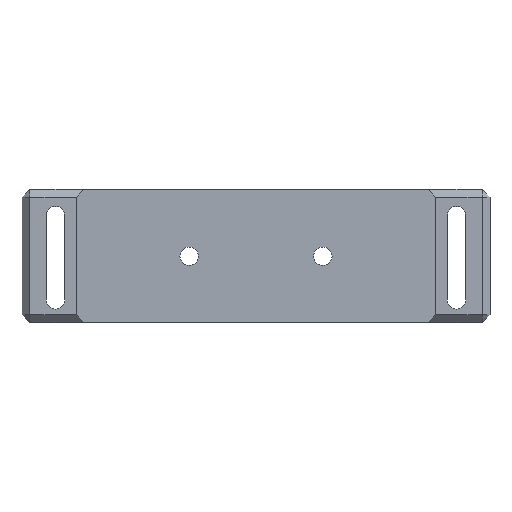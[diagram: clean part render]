
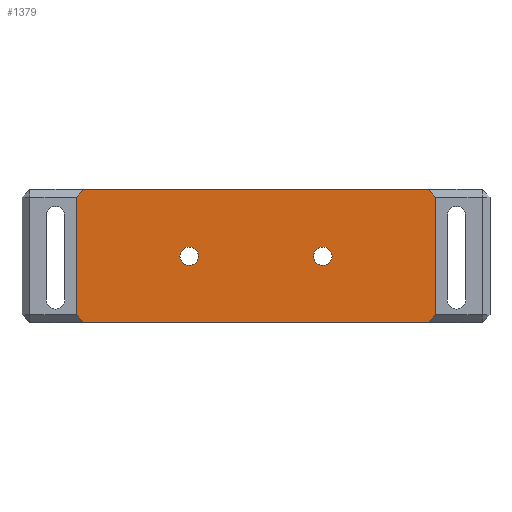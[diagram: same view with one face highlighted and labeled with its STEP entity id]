
A CAD part, top view. The second image highlights one B-rep face of the part: STEP entity #1379.
In plain terms, the highlighted planar face has unit normal (0, 0, 1).
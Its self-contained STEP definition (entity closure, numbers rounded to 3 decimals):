
#12 = VECTOR ( 'NONE', #1517, 1000. ) ;
#50 = AXIS2_PLACEMENT_3D ( 'NONE', #1153, #450, #1267 ) ;
#71 = AXIS2_PLACEMENT_3D ( 'NONE', #1258, #688, #1490 ) ;
#84 = VERTEX_POINT ( 'NONE', #167 ) ;
#88 = LINE ( 'NONE', #832, #12 ) ;
#106 = CARTESIAN_POINT ( 'NONE',  ( 67., 25.4, 14.4 ) ) ;
#167 = CARTESIAN_POINT ( 'NONE',  ( 154.2, 50.8, 14.4 ) ) ;
#181 = DIRECTION ( 'NONE',  ( 1., 0., 0. ) ) ;
#193 = VECTOR ( 'NONE', #1385, 1000. ) ;
#208 = CARTESIAN_POINT ( 'NONE',  ( 157.2, 3.2, 14.4 ) ) ;
#210 = EDGE_CURVE ( 'NONE', #411, #812, #466, .T. ) ;
#214 = VERTEX_POINT ( 'NONE', #901 ) ;
#224 = LINE ( 'NONE', #1038, #193 ) ;
#257 = ORIENTED_EDGE ( 'NONE', *, *, #935, .T. ) ;
#293 = CARTESIAN_POINT ( 'NONE',  ( 157.2, 50.8, 14.4 ) ) ;
#294 = VERTEX_POINT ( 'NONE', #1072 ) ;
#298 = CIRCLE ( 'NONE', #50, 3.5 ) ;
#306 = LINE ( 'NONE', #1208, #1522 ) ;
#327 = VERTEX_POINT ( 'NONE', #1331 ) ;
#346 = VECTOR ( 'NONE', #181, 1000. ) ;
#354 = CARTESIAN_POINT ( 'NONE',  ( 20.6, 47.8, 14.4 ) ) ;
#365 = EDGE_CURVE ( 'NONE', #1503, #583, #941, .T. ) ;
#375 = EDGE_CURVE ( 'NONE', #904, #1159, #708, .T. ) ;
#395 = EDGE_CURVE ( 'NONE', #812, #411, #483, .T. ) ;
#402 = EDGE_CURVE ( 'NONE', #1159, #904, #298, .T. ) ;
#411 = VERTEX_POINT ( 'NONE', #919 ) ;
#418 = VECTOR ( 'NONE', #1364, 1000. ) ;
#419 = EDGE_CURVE ( 'NONE', #214, #327, #224, .T. ) ;
#442 = PLANE ( 'NONE',  #71 ) ;
#447 = CARTESIAN_POINT ( 'NONE',  ( 157.2, 47.8, 14.4 ) ) ;
#450 = DIRECTION ( 'NONE',  ( 0., 0., -1. ) ) ;
#466 = CIRCLE ( 'NONE', #1244, 3.5 ) ;
#481 = ORIENTED_EDGE ( 'NONE', *, *, #402, .T. ) ;
#483 = CIRCLE ( 'NONE', #1359, 3.5 ) ;
#503 = ORIENTED_EDGE ( 'NONE', *, *, #1512, .F. ) ;
#517 = CARTESIAN_POINT ( 'NONE',  ( 23.6, 50.8, 14.4 ) ) ;
#518 = VERTEX_POINT ( 'NONE', #208 ) ;
#520 = DIRECTION ( 'NONE',  ( 0., 0., -1. ) ) ;
#559 = DIRECTION ( 'NONE',  ( 0., 0., -1. ) ) ;
#570 = CARTESIAN_POINT ( 'NONE',  ( 0., 0.2, 14.4 ) ) ;
#583 = VERTEX_POINT ( 'NONE', #354 ) ;
#626 = EDGE_CURVE ( 'NONE', #1407, #84, #88, .T. ) ;
#633 = DIRECTION ( 'NONE',  ( -0.707, -0.707, 0. ) ) ;
#648 = CARTESIAN_POINT ( 'NONE',  ( 154.2, 0.2, 14.4 ) ) ;
#678 = ORIENTED_EDGE ( 'NONE', *, *, #419, .T. ) ;
#688 = DIRECTION ( 'NONE',  ( 0., 0., -1. ) ) ;
#694 = ORIENTED_EDGE ( 'NONE', *, *, #210, .T. ) ;
#708 = CIRCLE ( 'NONE', #758, 3.5 ) ;
#719 = VECTOR ( 'NONE', #894, 1000. ) ;
#733 = ORIENTED_EDGE ( 'NONE', *, *, #1037, .T. ) ;
#735 = VECTOR ( 'NONE', #1456, 1000. ) ;
#758 = AXIS2_PLACEMENT_3D ( 'NONE', #1224, #520, #1339 ) ;
#769 = LINE ( 'NONE', #648, #735 ) ;
#772 = EDGE_CURVE ( 'NONE', #214, #583, #306, .T. ) ;
#812 = VERTEX_POINT ( 'NONE', #1443 ) ;
#832 = CARTESIAN_POINT ( 'NONE',  ( 157.2, 47.8, 14.4 ) ) ;
#868 = DIRECTION ( 'NONE',  ( 0., 1., 0. ) ) ;
#894 = DIRECTION ( 'NONE',  ( -1., 0., 0. ) ) ;
#900 = EDGE_CURVE ( 'NONE', #294, #518, #769, .T. ) ;
#901 = CARTESIAN_POINT ( 'NONE',  ( 20.6, 3.2, 14.4 ) ) ;
#904 = VERTEX_POINT ( 'NONE', #1116 ) ;
#919 = CARTESIAN_POINT ( 'NONE',  ( 117.8, 25.4, 14.4 ) ) ;
#935 = EDGE_CURVE ( 'NONE', #84, #1503, #1026, .T. ) ;
#941 = LINE ( 'NONE', #517, #1108 ) ;
#1026 = LINE ( 'NONE', #1349, #719 ) ;
#1037 = EDGE_CURVE ( 'NONE', #327, #294, #1255, .T. ) ;
#1038 = CARTESIAN_POINT ( 'NONE',  ( 20.6, 3.2, 14.4 ) ) ;
#1050 = LINE ( 'NONE', #293, #418 ) ;
#1068 = EDGE_LOOP ( 'NONE', ( #257, #1479, #1165, #678, #733, #1520, #503, #1451 ) ) ;
#1072 = CARTESIAN_POINT ( 'NONE',  ( 154.2, 0.2, 14.4 ) ) ;
#1108 = VECTOR ( 'NONE', #633, 1000. ) ;
#1110 = EDGE_LOOP ( 'NONE', ( #1464, #481 ) ) ;
#1116 = CARTESIAN_POINT ( 'NONE',  ( 60., 25.4, 14.4 ) ) ;
#1119 = DIRECTION ( 'NONE',  ( -1., 0., 0. ) ) ;
#1140 = EDGE_LOOP ( 'NONE', ( #1328, #694 ) ) ;
#1153 = CARTESIAN_POINT ( 'NONE',  ( 63.5, 25.4, 14.4 ) ) ;
#1159 = VERTEX_POINT ( 'NONE', #106 ) ;
#1165 = ORIENTED_EDGE ( 'NONE', *, *, #772, .F. ) ;
#1166 = CARTESIAN_POINT ( 'NONE',  ( 23.6, 50.8, 14.4 ) ) ;
#1167 = FACE_BOUND ( 'NONE', #1140, .T. ) ;
#1199 = FACE_OUTER_BOUND ( 'NONE', #1068, .T. ) ;
#1208 = CARTESIAN_POINT ( 'NONE',  ( 20.6, 50.8, 14.4 ) ) ;
#1224 = CARTESIAN_POINT ( 'NONE',  ( 63.5, 25.4, 14.4 ) ) ;
#1229 = DIRECTION ( 'NONE',  ( 0., 0., -1. ) ) ;
#1244 = AXIS2_PLACEMENT_3D ( 'NONE', #1245, #1229, #1119 ) ;
#1245 = CARTESIAN_POINT ( 'NONE',  ( 114.3, 25.4, 14.4 ) ) ;
#1255 = LINE ( 'NONE', #570, #346 ) ;
#1258 = CARTESIAN_POINT ( 'NONE',  ( 0., 0., 14.4 ) ) ;
#1261 = CARTESIAN_POINT ( 'NONE',  ( 114.3, 25.4, 14.4 ) ) ;
#1267 = DIRECTION ( 'NONE',  ( -1., 0., 0. ) ) ;
#1328 = ORIENTED_EDGE ( 'NONE', *, *, #395, .T. ) ;
#1331 = CARTESIAN_POINT ( 'NONE',  ( 23.6, 0.2, 14.4 ) ) ;
#1339 = DIRECTION ( 'NONE',  ( -1., 0., 0. ) ) ;
#1349 = CARTESIAN_POINT ( 'NONE',  ( 0., 50.8, 14.4 ) ) ;
#1359 = AXIS2_PLACEMENT_3D ( 'NONE', #1261, #559, #1378 ) ;
#1364 = DIRECTION ( 'NONE',  ( 0., -1., 0. ) ) ;
#1378 = DIRECTION ( 'NONE',  ( -1., 0., 0. ) ) ;
#1379 = ADVANCED_FACE ( 'NONE', ( #1468, #1167, #1199 ), #442, .F. ) ;
#1385 = DIRECTION ( 'NONE',  ( 0.707, -0.707, 0. ) ) ;
#1407 = VERTEX_POINT ( 'NONE', #447 ) ;
#1443 = CARTESIAN_POINT ( 'NONE',  ( 110.8, 25.4, 14.4 ) ) ;
#1451 = ORIENTED_EDGE ( 'NONE', *, *, #626, .T. ) ;
#1456 = DIRECTION ( 'NONE',  ( 0.707, 0.707, 0. ) ) ;
#1464 = ORIENTED_EDGE ( 'NONE', *, *, #375, .T. ) ;
#1468 = FACE_BOUND ( 'NONE', #1110, .T. ) ;
#1479 = ORIENTED_EDGE ( 'NONE', *, *, #365, .T. ) ;
#1490 = DIRECTION ( 'NONE',  ( -1., 0., 0. ) ) ;
#1503 = VERTEX_POINT ( 'NONE', #1166 ) ;
#1512 = EDGE_CURVE ( 'NONE', #1407, #518, #1050, .T. ) ;
#1517 = DIRECTION ( 'NONE',  ( -0.707, 0.707, 0. ) ) ;
#1520 = ORIENTED_EDGE ( 'NONE', *, *, #900, .T. ) ;
#1522 = VECTOR ( 'NONE', #868, 1000. ) ;
